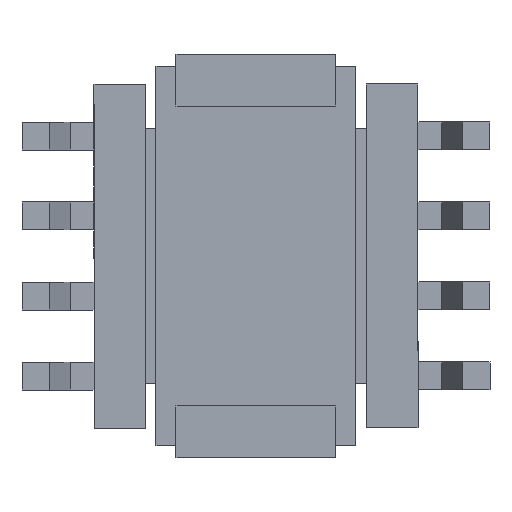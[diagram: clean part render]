
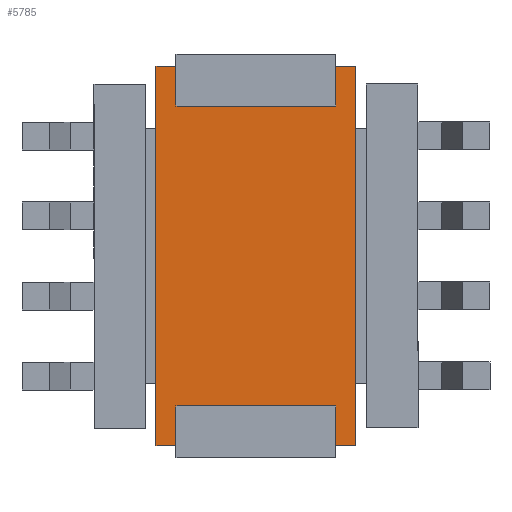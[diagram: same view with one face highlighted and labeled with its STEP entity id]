
A CAD part, front view. The second image highlights one B-rep face of the part: STEP entity #5785.
In plain terms, the highlighted planar face has unit normal (0, -1, 0).
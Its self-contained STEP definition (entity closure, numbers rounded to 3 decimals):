
#639=FACE_OUTER_BOUND('',#948,.T.);
#948=EDGE_LOOP('',(#4583,#4584,#4585,#4586));
#1475=LINE('',#8412,#2165);
#1485=LINE('',#8436,#2175);
#1487=LINE('',#8439,#2177);
#1493=LINE('',#8452,#2183);
#2165=VECTOR('',#7024,1000.);
#2175=VECTOR('',#7040,1000.);
#2177=VECTOR('',#7044,1000.);
#2183=VECTOR('',#7056,1000.);
#2738=VERTEX_POINT('',#8409);
#2739=VERTEX_POINT('',#8411);
#2749=VERTEX_POINT('',#8433);
#2750=VERTEX_POINT('',#8435);
#3391=EDGE_CURVE('',#2739,#2738,#1475,.T.);
#3402=EDGE_CURVE('',#2749,#2750,#1485,.T.);
#3404=EDGE_CURVE('',#2750,#2738,#1487,.T.);
#3411=EDGE_CURVE('',#2749,#2739,#1493,.T.);
#4583=ORIENTED_EDGE('',*,*,#3391,.T.);
#4584=ORIENTED_EDGE('',*,*,#3404,.F.);
#4585=ORIENTED_EDGE('',*,*,#3402,.F.);
#4586=ORIENTED_EDGE('',*,*,#3411,.T.);
#5525=PLANE('',#6202);
#5785=ADVANCED_FACE('',(#639),#5525,.F.);
#6202=AXIS2_PLACEMENT_3D('',#8451,#7054,#7055);
#7024=DIRECTION('',(1.,0.,0.));
#7040=DIRECTION('',(1.,0.,0.));
#7044=DIRECTION('',(0.,0.,-1.));
#7054=DIRECTION('center_axis',(0.,1.,0.));
#7055=DIRECTION('ref_axis',(0.,0.,1.));
#7056=DIRECTION('',(0.,0.,-1.));
#8409=CARTESIAN_POINT('',(4.75,0.,-2.5));
#8411=CARTESIAN_POINT('',(-4.75,0.,-2.5));
#8412=CARTESIAN_POINT('',(0.,0.,-2.5));
#8433=CARTESIAN_POINT('',(-4.75,0.,2.5));
#8435=CARTESIAN_POINT('',(4.75,0.,2.5));
#8436=CARTESIAN_POINT('',(0.,0.,2.5));
#8439=CARTESIAN_POINT('',(4.75,0.,0.));
#8451=CARTESIAN_POINT('Origin',(0.,0.,0.));
#8452=CARTESIAN_POINT('',(-4.75,0.,0.));
